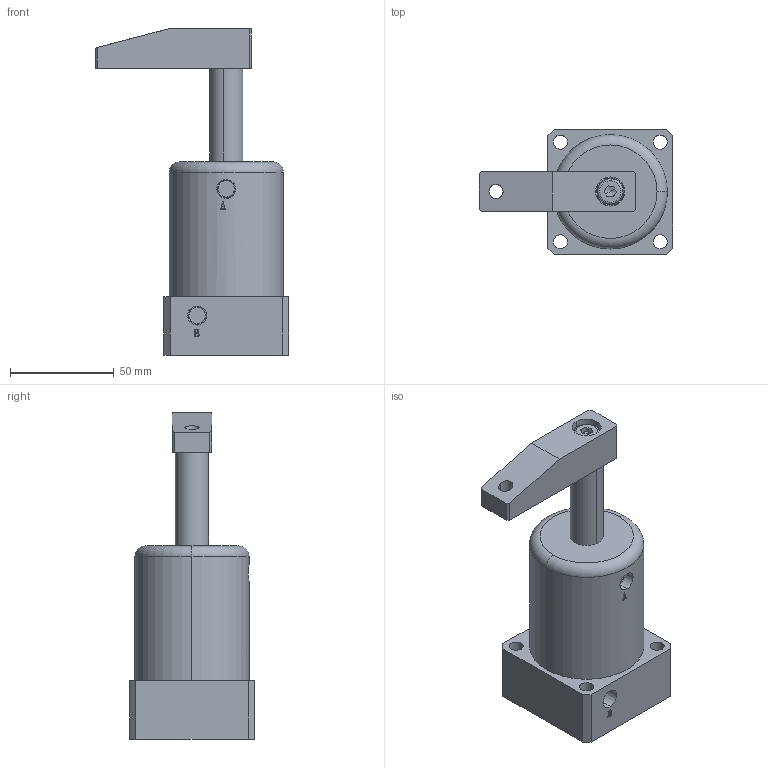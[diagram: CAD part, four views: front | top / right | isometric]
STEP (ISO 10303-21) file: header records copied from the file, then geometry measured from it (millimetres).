
FILE_DESCRIPTION (( 'STEP AP203' ), '1' );
FILE_NAME ('HASC-40S-E.STEP', '2019-10-14T10:16:18', ( '微软用户' ), ( '微软中国' ), 'SwSTEP 2.0', 'SolidWorks 2012', '' );
FILE_SCHEMA (( 'CONFIG_CONTROL_DESIGN' ));
Length unit declared in the file: millimetre
Products named in the file (5): HASC-40S-E; hex lobular socket head cap screws-4.8 gb_GB_HEXAGON_TYPE21 M8X20-20-N; HASC-40S等旋; HASC-40S-E活塞杆; HASC-40-E掛极
Assembly tree (4 placements, depth 2):
  HASC-40S-E
    HASC-40-E掛极
    HASC-40S-E活塞杆
    HASC-40S等旋
    hex lobular socket head cap screws-4.8 gb_GB_HEXAGON_TYPE21 M8X20-20-N
Bounding box: 93 x 60 x 157 mm (x, y, z)
Volume: 227586.9 mm3; surface area: 53179.7 mm2
Topology: 4 solids, 4 shells, 149 faces, 357 edges, 230 vertices
Faces by surface type: plane 72, cylinder 33, bspline 20, torus 12, cone 12
Entity records: 5726 total; most frequent: CARTESIAN_POINT 1796, ORIENTED_EDGE 706, DIRECTION 686, EDGE_CURVE 353, AXIS2_PLACEMENT_3D 246, VERTEX_POINT 230, LINE 194, VECTOR 194
